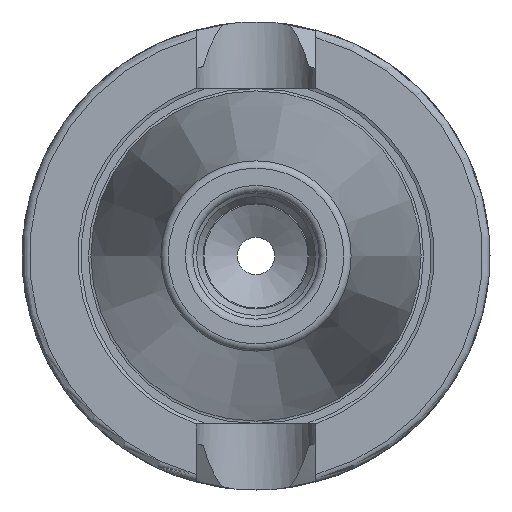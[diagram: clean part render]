
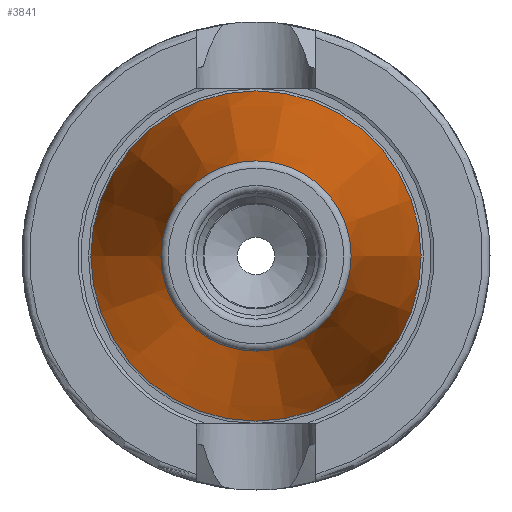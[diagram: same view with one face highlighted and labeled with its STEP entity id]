
A CAD part, left-side view. The second image highlights one B-rep face of the part: STEP entity #3841.
In plain terms, the highlighted conical face has half-angle 8.297 degrees and reference radius 17.519 mm.
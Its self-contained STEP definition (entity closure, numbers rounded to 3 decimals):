
#3301=CARTESIAN_POINT('',(0.,22.225,0.0));
#3302=VERTEX_POINT('',#3301);
#3303=CARTESIAN_POINT('',(0.,0.0,0.0));
#3304=DIRECTION('',(1.0,0.0,0.0));
#3305=DIRECTION('',(0.0,1.0,0.0));
#3306=AXIS2_PLACEMENT_3D('',#3303,#3304,#3305);
#3307=CIRCLE('',#3306,22.225);
#3308=EDGE_CURVE('',#3302,#3302,#3307,.T.);
#3815=CARTESIAN_POINT('',(-64.544,12.812,0.0));
#3816=VERTEX_POINT('',#3815);
#3817=CARTESIAN_POINT('',(-64.544,0.0,0.0));
#3818=DIRECTION('',(1.0,0.0,0.0));
#3819=DIRECTION('',(0.0,1.0,0.0));
#3820=AXIS2_PLACEMENT_3D('',#3817,#3818,#3819);
#3821=CIRCLE('',#3820,12.812);
#3822=EDGE_CURVE('',#3816,#3816,#3821,.T.);
#3830=CARTESIAN_POINT('',(-32.272,0.0,0.0));
#3831=DIRECTION('',(1.0,0.0,0.0));
#3832=DIRECTION('',(0.0,1.0,0.0));
#3833=AXIS2_PLACEMENT_3D('',#3830,#3831,#3832);
#3834=CONICAL_SURFACE('',#3833,17.519,8.297);
#3835=ORIENTED_EDGE('',*,*,#3308,.F.);
#3836=EDGE_LOOP('',(#3835));
#3837=FACE_OUTER_BOUND('',#3836,.T.);
#3838=ORIENTED_EDGE('',*,*,#3822,.T.);
#3839=EDGE_LOOP('',(#3838));
#3840=FACE_BOUND('',#3839,.T.);
#3841=ADVANCED_FACE('',(#3837,#3840),#3834,.T.);
